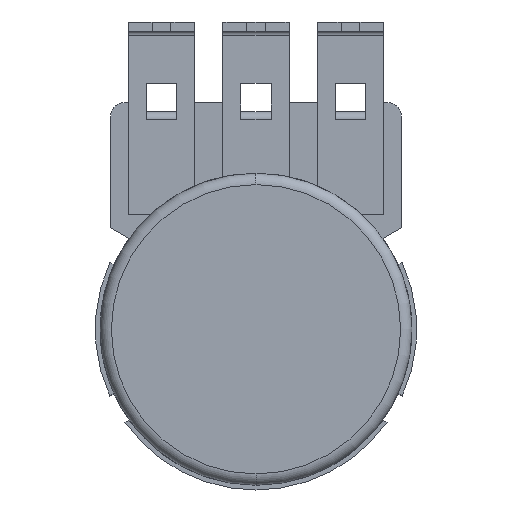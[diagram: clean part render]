
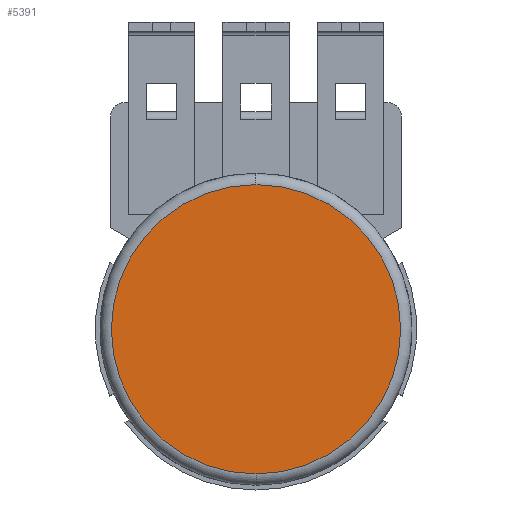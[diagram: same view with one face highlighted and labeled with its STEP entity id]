
A CAD part, front view. The second image highlights one B-rep face of the part: STEP entity #5391.
In plain terms, the highlighted planar face has unit normal (0, -1, 0).
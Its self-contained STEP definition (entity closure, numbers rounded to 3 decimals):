
#81 = CARTESIAN_POINT ( 'NONE',  ( 0., 1.6, -8.35 ) ) ;
#851 = DIRECTION ( 'NONE',  ( 0., 1., 0. ) ) ;
#1034 = ORIENTED_EDGE ( 'NONE', *, *, #5996, .T. ) ;
#1367 = ORIENTED_EDGE ( 'NONE', *, *, #1944, .T. ) ;
#1716 = AXIS2_PLACEMENT_3D ( 'NONE', #7328, #3957, #8574 ) ;
#1835 = CARTESIAN_POINT ( 'NONE',  ( 0., 1.6, -23.65 ) ) ;
#1944 = EDGE_CURVE ( 'NONE', #3569, #4010, #5701, .T. ) ;
#2338 = AXIS2_PLACEMENT_3D ( 'NONE', #3775, #6462, #3132 ) ;
#2814 = PLANE ( 'NONE',  #3538 ) ;
#3132 = DIRECTION ( 'NONE',  ( 0., 0., 1. ) ) ;
#3351 = CARTESIAN_POINT ( 'NONE',  ( 0., 1.6, -16. ) ) ;
#3538 = AXIS2_PLACEMENT_3D ( 'NONE', #3351, #851, #4110 ) ;
#3569 = VERTEX_POINT ( 'NONE', #81 ) ;
#3666 = EDGE_LOOP ( 'NONE', ( #1367, #1034 ) ) ;
#3775 = CARTESIAN_POINT ( 'NONE',  ( 0., 1.6, -16. ) ) ;
#3957 = DIRECTION ( 'NONE',  ( 0., -1., 0. ) ) ;
#4010 = VERTEX_POINT ( 'NONE', #1835 ) ;
#4110 = DIRECTION ( 'NONE',  ( 0., 0., 1. ) ) ;
#4767 = CIRCLE ( 'NONE', #1716, 7.65 ) ;
#5391 = ADVANCED_FACE ( 'NONE', ( #6186 ), #2814, .F. ) ;
#5701 = CIRCLE ( 'NONE', #2338, 7.65 ) ;
#5996 = EDGE_CURVE ( 'NONE', #4010, #3569, #4767, .T. ) ;
#6186 = FACE_OUTER_BOUND ( 'NONE', #3666, .T. ) ;
#6462 = DIRECTION ( 'NONE',  ( 0., -1., 0. ) ) ;
#7328 = CARTESIAN_POINT ( 'NONE',  ( 0., 1.6, -16. ) ) ;
#8574 = DIRECTION ( 'NONE',  ( 0., 0., 1. ) ) ;
